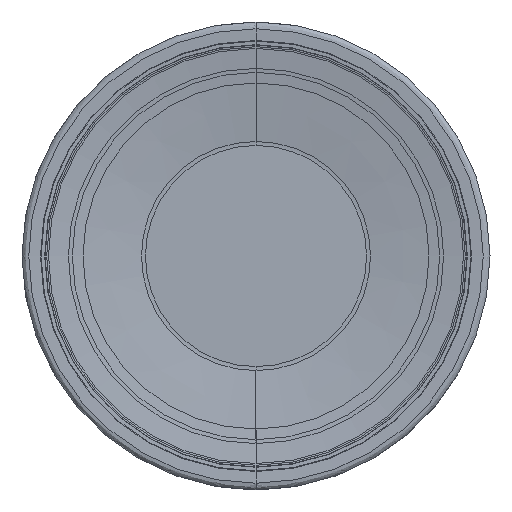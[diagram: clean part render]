
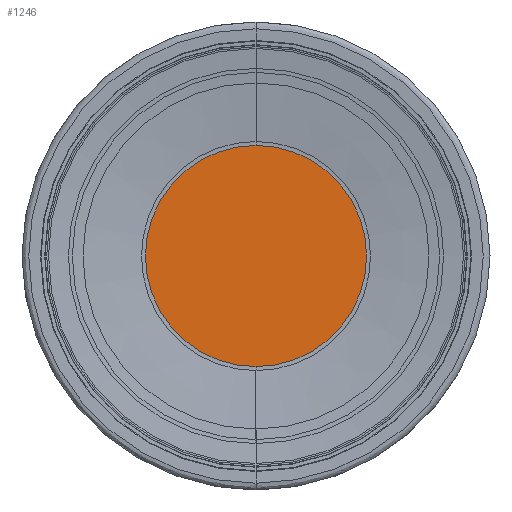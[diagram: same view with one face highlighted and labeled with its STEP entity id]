
A CAD part, top view. The second image highlights one B-rep face of the part: STEP entity #1246.
In plain terms, the highlighted planar face has unit normal (0, 0, 1).
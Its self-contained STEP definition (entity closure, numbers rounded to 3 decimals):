
#91=CARTESIAN_POINT('',(0.,0.,22.4));
#92=DIRECTION('',(0.,0.,-1.));
#93=DIRECTION('',(0.,1.,0.));
#94=AXIS2_PLACEMENT_3D('',#91,#92,#93);
#99=CARTESIAN_POINT('',(0.,0.,22.4));
#100=DIRECTION('',(0.,0.,-1.));
#101=DIRECTION('',(0.,-1.,0.));
#102=AXIS2_PLACEMENT_3D('',#99,#100,#101);
#1041=CARTESIAN_POINT('',(0.,3.544,22.4));
#1042=CARTESIAN_POINT('',(0.,-3.544,22.4));
#1043=VERTEX_POINT('',#1041);
#1044=VERTEX_POINT('',#1042);
#1236=CARTESIAN_POINT('',(0.,0.,22.4));
#1237=DIRECTION('',(0.,0.,-1.));
#1238=DIRECTION('',(0.,-1.,0.));
#1239=AXIS2_PLACEMENT_3D('',#1236,#1237,#1238);
#1240=PLANE('',#1239);
#1242=ORIENTED_EDGE('',*,*,#1241,.T.);
#1243=ORIENTED_EDGE('',*,*,#1226,.T.);
#1244=EDGE_LOOP('',(#1242,#1243));
#1245=FACE_OUTER_BOUND('',#1244,.F.);
#95=CIRCLE('',#94,3.544);
#103=CIRCLE('',#102,3.544);
#1226=EDGE_CURVE('',#1044,#1043,#103,.T.);
#1241=EDGE_CURVE('',#1043,#1044,#95,.T.);
#1246=ADVANCED_FACE('',(#1245),#1240,.F.);
